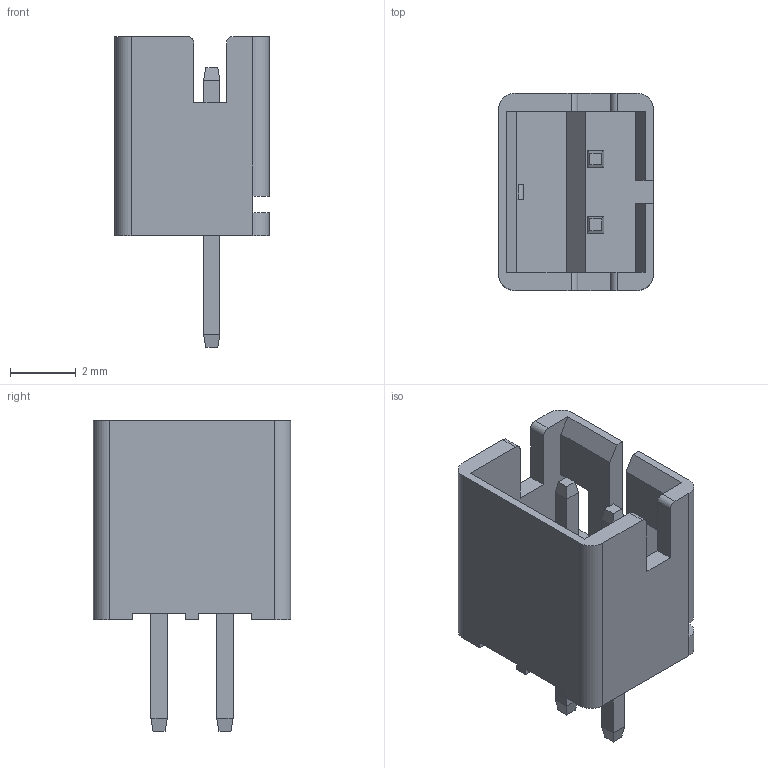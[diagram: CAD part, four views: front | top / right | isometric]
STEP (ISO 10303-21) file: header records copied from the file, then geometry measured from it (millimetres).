
FILE_DESCRIPTION(('FreeCAD Model'),'2;1');
FILE_NAME('Open CASCADE Shape Model','2024-04-23T14:17:08',( 'kicad StepUp'),('ksu MCAD'),'Open CASCADE STEP processor 7.6', 'FreeCAD','Unknown');
FILE_SCHEMA(('AUTOMOTIVE_DESIGN { 1 0 10303 214 1 1 1 1 }'));
Length unit declared in the file: millimetre
Products named in the file (1): Compound
Bounding box: 4.7 x 6 x 9.45 mm (x, y, z)
Volume: 79.3 mm3; surface area: 299.3 mm2
Topology: 3 solids, 3 shells, 96 faces, 256 edges, 164 vertices
Faces by surface type: plane 85, cylinder 11
Entity records: 3648 total; most frequent: CARTESIAN_POINT 517, ORIENTED_EDGE 512, DIRECTION 472, EDGE_CURVE 256, LINE 234, VECTOR 234, VERTEX_POINT 164, AXIS2_PLACEMENT_3D 119
